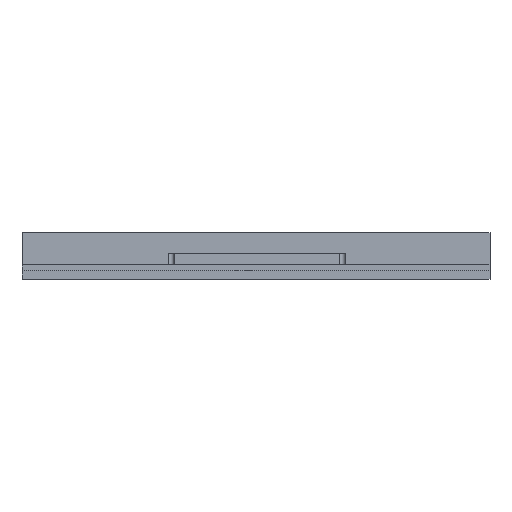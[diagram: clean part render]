
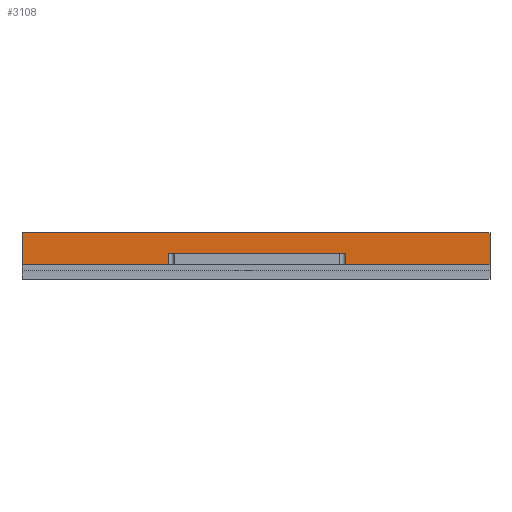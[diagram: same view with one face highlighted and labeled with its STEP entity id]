
A CAD part, front view. The second image highlights one B-rep face of the part: STEP entity #3108.
In plain terms, the highlighted planar face has unit normal (0, -1, 0).
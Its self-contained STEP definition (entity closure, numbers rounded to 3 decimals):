
#59 = VECTOR ( 'NONE', #1808, 1000. ) ;
#80 = VERTEX_POINT ( 'NONE', #999 ) ;
#182 = EDGE_CURVE ( 'NONE', #80, #2411, #1829, .T. ) ;
#210 = ORIENTED_EDGE ( 'NONE', *, *, #182, .F. ) ;
#449 = AXIS2_PLACEMENT_3D ( 'NONE', #2380, #2402, #2105 ) ;
#519 = CARTESIAN_POINT ( 'NONE',  ( 80., -38., 2.5 ) ) ;
#539 = EDGE_CURVE ( 'NONE', #3112, #2857, #2622, .T. ) ;
#572 = CARTESIAN_POINT ( 'NONE',  ( 80., -38., 8. ) ) ;
#615 = CARTESIAN_POINT ( 'NONE',  ( 0., -38., 2.5 ) ) ;
#631 = DIRECTION ( 'NONE',  ( 0., 0., -1. ) ) ;
#661 = DIRECTION ( 'NONE',  ( 1., 0., 0. ) ) ;
#801 = FACE_OUTER_BOUND ( 'NONE', #3164, .T. ) ;
#883 = CARTESIAN_POINT ( 'NONE',  ( 55.248, -38., 4.5 ) ) ;
#894 = DIRECTION ( 'NONE',  ( -1., 0., 0. ) ) ;
#999 = CARTESIAN_POINT ( 'NONE',  ( 25., -38., 4.5 ) ) ;
#1000 = CARTESIAN_POINT ( 'NONE',  ( 80., -38., 8. ) ) ;
#1034 = ORIENTED_EDGE ( 'NONE', *, *, #3443, .T. ) ;
#1129 = CARTESIAN_POINT ( 'NONE',  ( 0., -38., 8. ) ) ;
#1148 = ORIENTED_EDGE ( 'NONE', *, *, #3595, .T. ) ;
#1256 = ORIENTED_EDGE ( 'NONE', *, *, #3509, .T. ) ;
#1290 = VERTEX_POINT ( 'NONE', #615 ) ;
#1379 = CARTESIAN_POINT ( 'NONE',  ( 55.248, -38., 4.5 ) ) ;
#1384 = EDGE_CURVE ( 'NONE', #3106, #2857, #2181, .T. ) ;
#1434 = VECTOR ( 'NONE', #1988, 1000. ) ;
#1442 = CARTESIAN_POINT ( 'NONE',  ( 25., -38., 2.5 ) ) ;
#1632 = LINE ( 'NONE', #883, #1811 ) ;
#1768 = VECTOR ( 'NONE', #2439, 1000. ) ;
#1808 = DIRECTION ( 'NONE',  ( 1., 0., 0. ) ) ;
#1811 = VECTOR ( 'NONE', #3391, 1000. ) ;
#1829 = LINE ( 'NONE', #2536, #1434 ) ;
#1846 = PLANE ( 'NONE',  #449 ) ;
#1900 = ORIENTED_EDGE ( 'NONE', *, *, #1384, .F. ) ;
#1973 = EDGE_CURVE ( 'NONE', #2119, #1290, #3586, .T. ) ;
#1988 = DIRECTION ( 'NONE',  ( 0., 0., -1. ) ) ;
#2039 = CARTESIAN_POINT ( 'NONE',  ( 80., -38., 8. ) ) ;
#2063 = CARTESIAN_POINT ( 'NONE',  ( 25., -38., 4.5 ) ) ;
#2100 = VECTOR ( 'NONE', #631, 1000. ) ;
#2105 = DIRECTION ( 'NONE',  ( 1., 0., 0. ) ) ;
#2119 = VERTEX_POINT ( 'NONE', #1129 ) ;
#2165 = CARTESIAN_POINT ( 'NONE',  ( 0., -38., 2.5 ) ) ;
#2181 = LINE ( 'NONE', #2039, #2100 ) ;
#2320 = EDGE_CURVE ( 'NONE', #3106, #2119, #3398, .T. ) ;
#2380 = CARTESIAN_POINT ( 'NONE',  ( 80., -38., 8. ) ) ;
#2402 = DIRECTION ( 'NONE',  ( 0., -1., 0. ) ) ;
#2411 = VERTEX_POINT ( 'NONE', #1442 ) ;
#2428 = ORIENTED_EDGE ( 'NONE', *, *, #1973, .T. ) ;
#2439 = DIRECTION ( 'NONE',  ( 1., 0., 0. ) ) ;
#2536 = CARTESIAN_POINT ( 'NONE',  ( 25., -38., 4.5 ) ) ;
#2555 = CARTESIAN_POINT ( 'NONE',  ( 0., -38., 8. ) ) ;
#2622 = LINE ( 'NONE', #3186, #59 ) ;
#2688 = CARTESIAN_POINT ( 'NONE',  ( 55.248, -38., 2.5 ) ) ;
#2768 = ORIENTED_EDGE ( 'NONE', *, *, #2320, .T. ) ;
#2817 = VECTOR ( 'NONE', #661, 1000. ) ;
#2857 = VERTEX_POINT ( 'NONE', #519 ) ;
#2859 = VECTOR ( 'NONE', #3380, 1000. ) ;
#2936 = ORIENTED_EDGE ( 'NONE', *, *, #539, .T. ) ;
#3106 = VERTEX_POINT ( 'NONE', #1000 ) ;
#3108 = ADVANCED_FACE ( 'NONE', ( #801 ), #1846, .T. ) ;
#3112 = VERTEX_POINT ( 'NONE', #2688 ) ;
#3164 = EDGE_LOOP ( 'NONE', ( #1148, #210, #1256, #1034, #2936, #1900, #2768, #2428 ) ) ;
#3185 = VECTOR ( 'NONE', #894, 1000. ) ;
#3186 = CARTESIAN_POINT ( 'NONE',  ( 0., -38., 2.5 ) ) ;
#3287 = VERTEX_POINT ( 'NONE', #1379 ) ;
#3380 = DIRECTION ( 'NONE',  ( 0., 0., -1. ) ) ;
#3391 = DIRECTION ( 'NONE',  ( 0., 0., -1. ) ) ;
#3398 = LINE ( 'NONE', #572, #3185 ) ;
#3413 = LINE ( 'NONE', #2165, #1768 ) ;
#3443 = EDGE_CURVE ( 'NONE', #3287, #3112, #1632, .T. ) ;
#3509 = EDGE_CURVE ( 'NONE', #80, #3287, #3554, .T. ) ;
#3554 = LINE ( 'NONE', #2063, #2817 ) ;
#3586 = LINE ( 'NONE', #2555, #2859 ) ;
#3595 = EDGE_CURVE ( 'NONE', #1290, #2411, #3413, .T. ) ;
